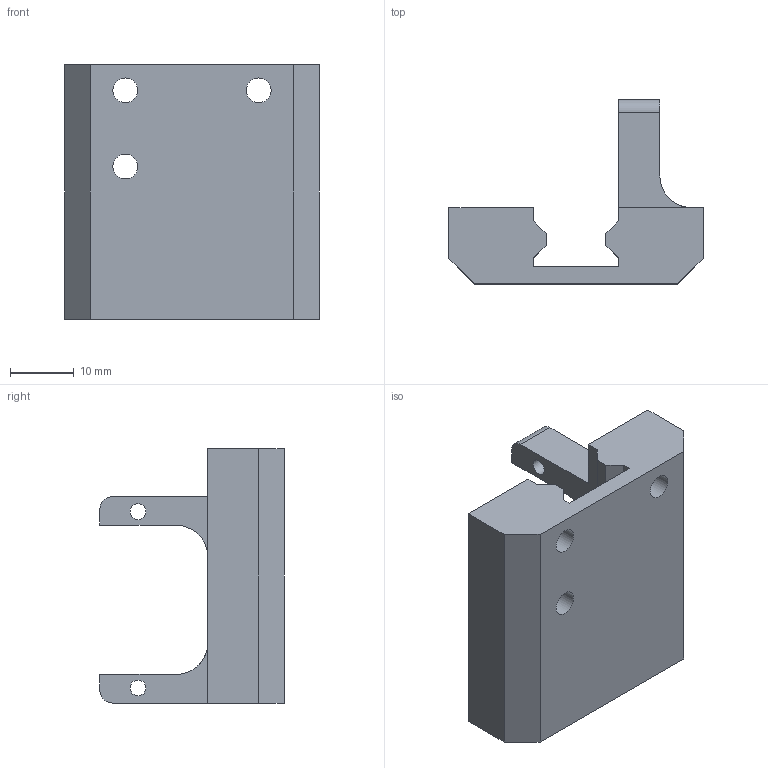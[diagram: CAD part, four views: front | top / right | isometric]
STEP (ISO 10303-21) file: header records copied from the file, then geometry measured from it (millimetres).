
FILE_DESCRIPTION(/* description */ (''),/* implementation_level */ '2;1');
FILE_NAME(/* name */ '',/* time_stamp */ '2024-01-27T11:17:09+03:00',/* author */ (''),/* organization */ (''),/* preprocessor_version */ 'ST-DEVELOPER v20',/* originating_system */ 'Autodesk Translation Framework v12.14.0.127',/* authorisation */ '');
FILE_SCHEMA (('AUTOMOTIVE_DESIGN { 1 0 10303 214 3 1 1 }'));
Length unit declared in the file: millimetre
Products named in the file (1): Основание
Bounding box: 40 x 29 x 40 mm (x, y, z)
Volume: 14832 mm3; surface area: 6695.7 mm2
Topology: 1 solids, 1 shells, 43 faces, 116 edges, 75 vertices
Faces by surface type: plane 27, cylinder 11, cone 5
Full cylindrical faces by diameter (mm): 2.5 x2, 3.9 x3
Entity records: 1399 total; most frequent: CARTESIAN_POINT 235, ORIENTED_EDGE 232, DIRECTION 229, EDGE_CURVE 116, LINE 91, VECTOR 91, VERTEX_POINT 75, AXIS2_PLACEMENT_3D 69
